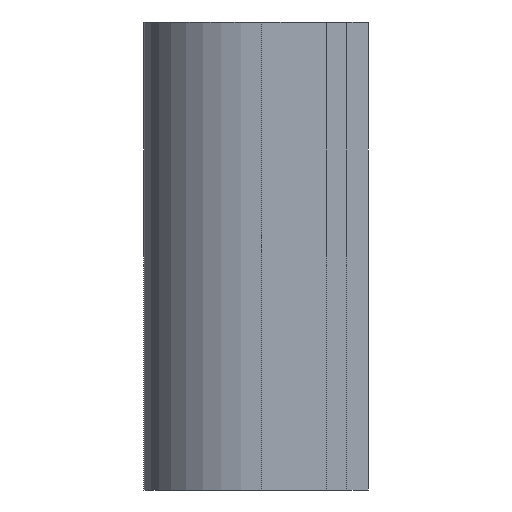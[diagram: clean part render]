
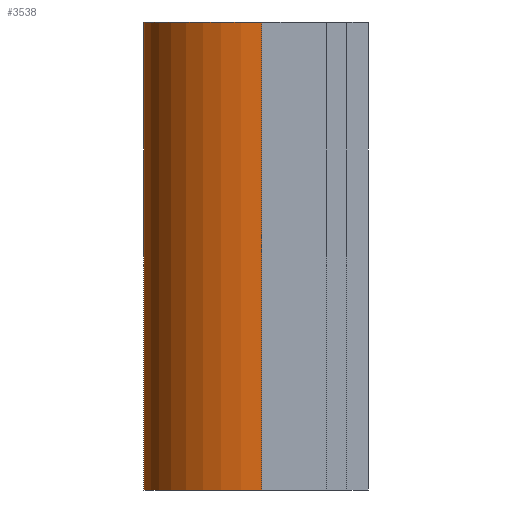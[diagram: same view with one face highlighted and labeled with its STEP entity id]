
A CAD part, left-side view. The second image highlights one B-rep face of the part: STEP entity #3538.
In plain terms, the highlighted cylindrical face has radius 6.45 mm (diameter 12.9 mm), a partial arc.
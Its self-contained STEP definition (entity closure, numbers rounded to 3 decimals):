
#726 = CARTESIAN_POINT ( 'NONE',  ( 0., 0., -12.75 ) ) ;
#865 = VECTOR ( 'NONE', #4700, 1000. ) ;
#934 = VECTOR ( 'NONE', #8520, 1000. ) ;
#1167 = AXIS2_PLACEMENT_3D ( 'NONE', #8489, #12358, #15865 ) ;
#1412 = EDGE_CURVE ( 'NONE', #13770, #2631, #4205, .T. ) ;
#1483 = CIRCLE ( 'NONE', #3110, 6.45 ) ;
#2527 = EDGE_CURVE ( 'NONE', #13770, #12695, #1483, .T. ) ;
#2596 = LINE ( 'NONE', #10685, #865 ) ;
#2631 = VERTEX_POINT ( 'NONE', #9061 ) ;
#3110 = AXIS2_PLACEMENT_3D ( 'NONE', #14850, #8707, #3863 ) ;
#3454 = CARTESIAN_POINT ( 'NONE',  ( -6.45, 0., 12.75 ) ) ;
#3538 = ADVANCED_FACE ( 'NONE', ( #7634 ), #4555, .T. ) ;
#3863 = DIRECTION ( 'NONE',  ( 1., 0., 0. ) ) ;
#4205 = LINE ( 'NONE', #10943, #934 ) ;
#4555 = CYLINDRICAL_SURFACE ( 'NONE', #1167, 6.45 ) ;
#4700 = DIRECTION ( 'NONE',  ( 0., 0., -1. ) ) ;
#4902 = AXIS2_PLACEMENT_3D ( 'NONE', #726, #14283, #15244 ) ;
#5548 = EDGE_CURVE ( 'NONE', #12695, #7461, #2596, .T. ) ;
#7152 = CARTESIAN_POINT ( 'NONE',  ( 6.45, 0., 12.75 ) ) ;
#7461 = VERTEX_POINT ( 'NONE', #10703 ) ;
#7634 = FACE_OUTER_BOUND ( 'NONE', #11543, .T. ) ;
#8489 = CARTESIAN_POINT ( 'NONE',  ( 0., 0., 12.75 ) ) ;
#8520 = DIRECTION ( 'NONE',  ( 0., 0., -1. ) ) ;
#8707 = DIRECTION ( 'NONE',  ( 0., 0., 1. ) ) ;
#9061 = CARTESIAN_POINT ( 'NONE',  ( 6.45, 0., -12.75 ) ) ;
#9089 = EDGE_CURVE ( 'NONE', #2631, #7461, #11930, .T. ) ;
#9439 = ORIENTED_EDGE ( 'NONE', *, *, #5548, .F. ) ;
#10014 = ORIENTED_EDGE ( 'NONE', *, *, #2527, .F. ) ;
#10685 = CARTESIAN_POINT ( 'NONE',  ( -6.45, 0., 12.75 ) ) ;
#10703 = CARTESIAN_POINT ( 'NONE',  ( -6.45, 0., -12.75 ) ) ;
#10943 = CARTESIAN_POINT ( 'NONE',  ( 6.45, 0., 12.75 ) ) ;
#11543 = EDGE_LOOP ( 'NONE', ( #15649, #9439, #10014, #15058 ) ) ;
#11930 = CIRCLE ( 'NONE', #4902, 6.45 ) ;
#12358 = DIRECTION ( 'NONE',  ( 0., 0., -1. ) ) ;
#12695 = VERTEX_POINT ( 'NONE', #3454 ) ;
#13770 = VERTEX_POINT ( 'NONE', #7152 ) ;
#14283 = DIRECTION ( 'NONE',  ( 0., 0., 1. ) ) ;
#14850 = CARTESIAN_POINT ( 'NONE',  ( 0., 0., 12.75 ) ) ;
#15058 = ORIENTED_EDGE ( 'NONE', *, *, #1412, .T. ) ;
#15244 = DIRECTION ( 'NONE',  ( 1., 0., 0. ) ) ;
#15649 = ORIENTED_EDGE ( 'NONE', *, *, #9089, .T. ) ;
#15865 = DIRECTION ( 'NONE',  ( -1., 0., 0. ) ) ;
